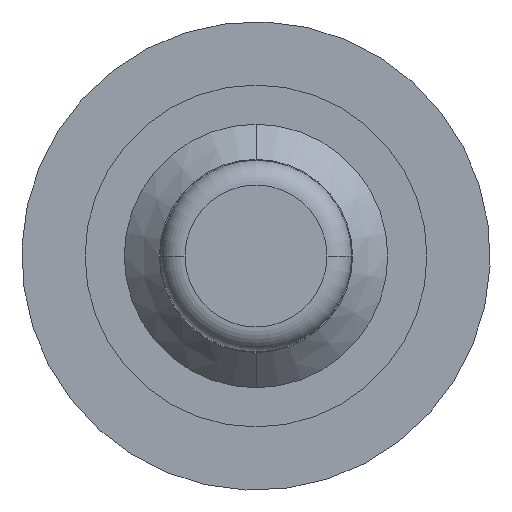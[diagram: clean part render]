
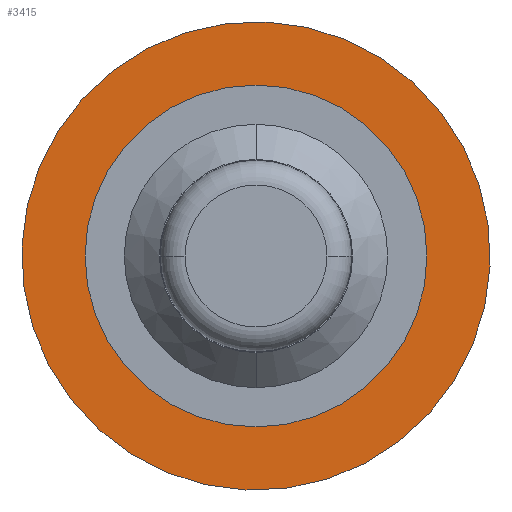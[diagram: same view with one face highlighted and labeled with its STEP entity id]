
A CAD part, left-side view. The second image highlights one B-rep face of the part: STEP entity #3415.
In plain terms, the highlighted face is planar.
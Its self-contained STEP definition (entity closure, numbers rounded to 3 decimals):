
#424 = VERTEX_POINT ( 'NONE', #2417 ) ;
#425 = VERTEX_POINT ( 'NONE', #2416 ) ;
#646 = VERTEX_POINT ( 'NONE', #2598 ) ;
#678 = VERTEX_POINT ( 'NONE', #2491 ) ;
#951 = DIRECTION ( 'NONE',  ( 1., 0., 0. ) ) ;
#1077 = PLANE ( 'NONE',  #1716 ) ;
#1078 = CARTESIAN_POINT ( 'NONE',  ( 0., 0., 0. ) ) ;
#1122 = DIRECTION ( 'NONE',  ( 0., 0., 1. ) ) ;
#1207 = EDGE_LOOP ( 'NONE', ( #3734, #3726 ) ) ;
#1716 = AXIS2_PLACEMENT_3D ( 'NONE', #1078, #1122, #951 ) ;
#1851 = CIRCLE ( 'NONE', #2165, 10. ) ;
#2046 = CIRCLE ( 'NONE', #2273, 3.225 ) ;
#2081 = CIRCLE ( 'NONE', #2160, 3.225 ) ;
#2117 = CIRCLE ( 'NONE', #2235, 10. ) ;
#2160 = AXIS2_PLACEMENT_3D ( 'NONE', #4376, #4377, #4378 ) ;
#2165 = AXIS2_PLACEMENT_3D ( 'NONE', #4369, #4370, #4371 ) ;
#2235 = AXIS2_PLACEMENT_3D ( 'NONE', #4292, #4293, #4294 ) ;
#2273 = AXIS2_PLACEMENT_3D ( 'NONE', #2758, #2759, #2760 ) ;
#2416 = CARTESIAN_POINT ( 'NONE',  ( 3.225, 0., 0. ) ) ;
#2417 = CARTESIAN_POINT ( 'NONE',  ( -3.225, 0., 0. ) ) ;
#2491 = CARTESIAN_POINT ( 'NONE',  ( 10., 0., 0. ) ) ;
#2598 = CARTESIAN_POINT ( 'NONE',  ( -10., 0., 0. ) ) ;
#2758 = CARTESIAN_POINT ( 'NONE',  ( 0., 0., 0. ) ) ;
#2759 = DIRECTION ( 'NONE',  ( 0., 0., 1. ) ) ;
#2760 = DIRECTION ( 'NONE',  ( 1., 0., 0. ) ) ;
#3011 = FACE_OUTER_BOUND ( 'NONE', #1207, .T. ) ;
#3029 = FACE_BOUND ( 'NONE', #3492, .T. ) ;
#3415 = ADVANCED_FACE ( 'NONE', ( #3011, #3029 ), #1077, .F. ) ;
#3492 = EDGE_LOOP ( 'NONE', ( #3744, #3745 ) ) ;
#3726 = ORIENTED_EDGE ( 'NONE', *, *, #3872, .F. ) ;
#3734 = ORIENTED_EDGE ( 'NONE', *, *, #3898, .F. ) ;
#3744 = ORIENTED_EDGE ( 'NONE', *, *, #3947, .T. ) ;
#3745 = ORIENTED_EDGE ( 'NONE', *, *, #3900, .T. ) ;
#3872 = EDGE_CURVE ( 'NONE', #678, #646, #2117, .T. ) ;
#3898 = EDGE_CURVE ( 'NONE', #646, #678, #1851, .T. ) ;
#3900 = EDGE_CURVE ( 'NONE', #425, #424, #2081, .T. ) ;
#3947 = EDGE_CURVE ( 'NONE', #424, #425, #2046, .T. ) ;
#4292 = CARTESIAN_POINT ( 'NONE',  ( 0., 0., 0. ) ) ;
#4293 = DIRECTION ( 'NONE',  ( 0., 0., 1. ) ) ;
#4294 = DIRECTION ( 'NONE',  ( 1., 0., 0. ) ) ;
#4369 = CARTESIAN_POINT ( 'NONE',  ( 0., 0., 0. ) ) ;
#4370 = DIRECTION ( 'NONE',  ( 0., 0., 1. ) ) ;
#4371 = DIRECTION ( 'NONE',  ( 1., 0., 0. ) ) ;
#4376 = CARTESIAN_POINT ( 'NONE',  ( 0., 0., 0. ) ) ;
#4377 = DIRECTION ( 'NONE',  ( 0., 0., 1. ) ) ;
#4378 = DIRECTION ( 'NONE',  ( 1., 0., 0. ) ) ;
